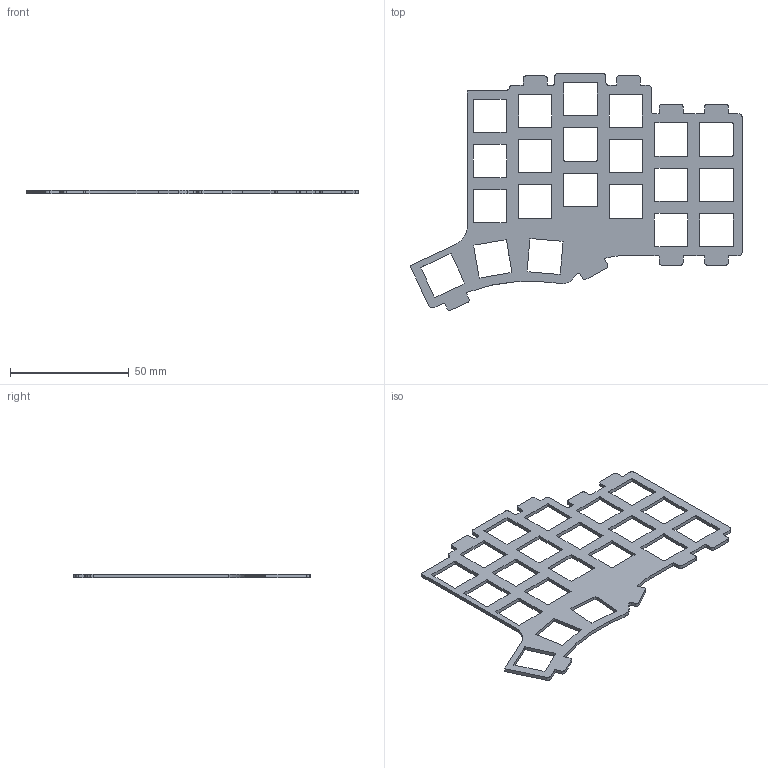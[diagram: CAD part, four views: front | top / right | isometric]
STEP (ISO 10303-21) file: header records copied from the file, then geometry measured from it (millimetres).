
FILE_DESCRIPTION(/* description */ ('','CAx-IF Rec.Pracs.---Representation and Presentation of Product Manufacturing Information (PMI)---4.0---2014-10-13'),/* implementation_level */ '2;1');
FILE_NAME(/* name */ 'plate.step',/* time_stamp */ '2024-12-20T15:12:45+01:00',/* author */ (''),/* organization */ (''),/* preprocessor_version */ 'ST-DEVELOPER v20',/* originating_system */ 'Autodesk Translation Framework v13.20.0.188',/* authorisation */ '');
FILE_SCHEMA (('AP242_MANAGED_MODEL_BASED_3D_ENGINEERING_MIM_LF { 1 0 10303 442 1 1 4 }'));
Length unit declared in the file: millimetre
Products named in the file (4): CantorMx; Right; Plate (1); 42 (3)
Assembly tree (3 placements, depth 4):
  CantorMx
    Right
      Plate (1)
        42 (3)
Bounding box: 139.58 x 99.67 x 1.5 mm (x, y, z)
Volume: 7693.4 mm3; surface area: 12747.4 mm2
Topology: 1 solids, 1 shells, 293 faces, 873 edges, 582 vertices
Faces by surface type: plane 161, cylinder 132
Entity records: 10089 total; most frequent: CARTESIAN_POINT 1755, ORIENTED_EDGE 1746, DIRECTION 1737, EDGE_CURVE 873, LINE 609, VECTOR 609, VERTEX_POINT 582, AXIS2_PLACEMENT_3D 564
